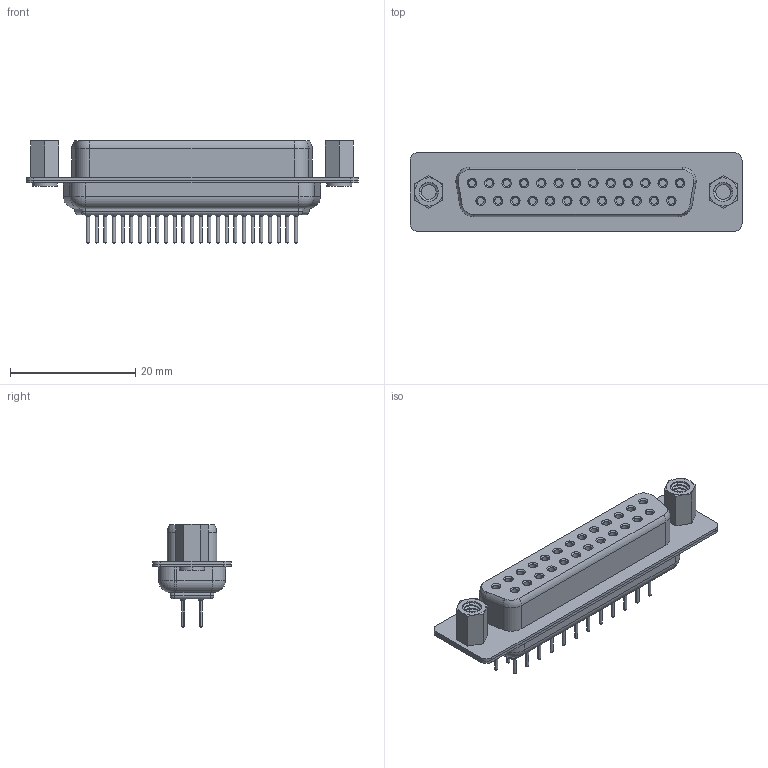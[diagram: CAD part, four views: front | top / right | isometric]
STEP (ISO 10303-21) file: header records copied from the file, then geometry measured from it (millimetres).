
FILE_DESCRIPTION(('CATIA V5 STEP Exchange','CAx-IF Rec.Pracs.--- Model Styling and Organization---1.4--- 2014-01-23'),'2;1');
FILE_NAME ('1163824-4_0', '2020-12-09T11:34:46+00:00', ('none'), ('Weidmueller'), 'CATIA Version 5-6 Release 2016 SP3 HF44', 'CATIA V5 STEP AP214', 'none');
FILE_SCHEMA(('AUTOMOTIVE_DESIGN { 1 0 10303 214 1 1 1 1 }'));
Length unit declared in the file: millimetre
Products named in the file (1): 2701740000
Bounding box: 53.05 x 12.55 x 16.5 mm (x, y, z)
Volume: 4256.6 mm3; surface area: 8314.2 mm2
Topology: 10 solids, 10 shells, 1026 faces, 2564 edges, 1610 vertices
Faces by surface type: cylinder 406, bspline 318, cone 162, plane 122, torus 12, sphere 6
Entity records: 35427 total; most frequent: CARTESIAN_POINT 15115, ORIENTED_EDGE 5120, DIRECTION 2710, EDGE_CURVE 2560, VERTEX_POINT 1610, AXIS2_PLACEMENT_3D 1329, EDGE_LOOP 1240, ADVANCED_FACE 1026
